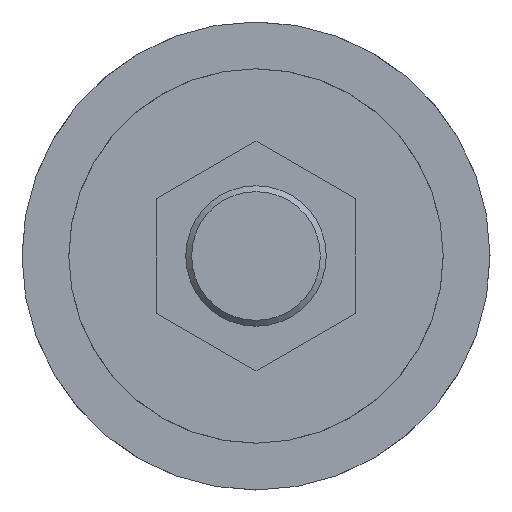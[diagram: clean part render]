
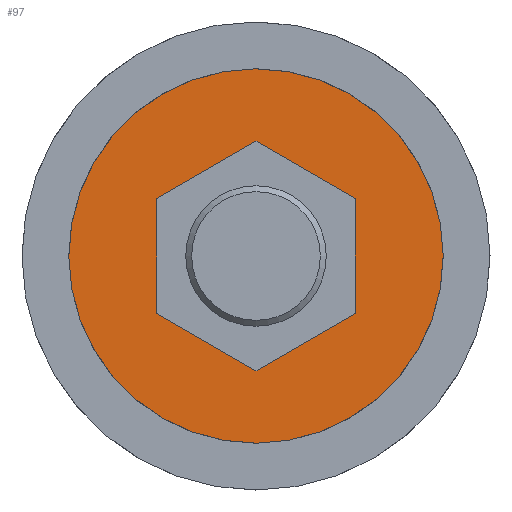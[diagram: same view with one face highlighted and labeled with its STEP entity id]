
A CAD part, left-side view. The second image highlights one B-rep face of the part: STEP entity #97.
In plain terms, the highlighted planar face has unit normal (-1, 0, 0).
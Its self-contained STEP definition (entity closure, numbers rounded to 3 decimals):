
#25 = AXIS2_PLACEMENT_3D ( 'NONE', #294, #75, #255 ) ;
#61 = AXIS2_PLACEMENT_3D ( 'NONE', #257, #102, #136 ) ;
#75 = DIRECTION ( 'NONE',  ( -1., 0., 0. ) ) ;
#97 = ADVANCED_FACE ( 'NONE', ( #105, #156 ), #535, .T. ) ;
#102 = DIRECTION ( 'NONE',  ( -1., 0., 0. ) ) ;
#105 = FACE_OUTER_BOUND ( 'NONE', #144, .T. ) ;
#136 = DIRECTION ( 'NONE',  ( 0., 0., 1. ) ) ;
#144 = EDGE_LOOP ( 'NONE', ( #184 ) ) ;
#152 = CARTESIAN_POINT ( 'NONE',  ( -44.901, -15.249, 7.5 ) ) ;
#156 = FACE_BOUND ( 'NONE', #478, .T. ) ;
#184 = ORIENTED_EDGE ( 'NONE', *, *, #251, .T. ) ;
#196 = CARTESIAN_POINT ( 'NONE',  ( -44.901, -15.249, 16. ) ) ;
#238 = DIRECTION ( 'NONE',  ( -1., 0., 0. ) ) ;
#251 = EDGE_CURVE ( 'NONE', #320, #320, #264, .T. ) ;
#255 = DIRECTION ( 'NONE',  ( 0., 0., 1. ) ) ;
#257 = CARTESIAN_POINT ( 'NONE',  ( -44.901, -15.249, 0. ) ) ;
#264 = CIRCLE ( 'NONE', #25, 16. ) ;
#294 = CARTESIAN_POINT ( 'NONE',  ( -44.901, -15.249, 0. ) ) ;
#320 = VERTEX_POINT ( 'NONE', #196 ) ;
#355 = VERTEX_POINT ( 'NONE', #152 ) ;
#361 = CIRCLE ( 'NONE', #61, 7.5 ) ;
#385 = ORIENTED_EDGE ( 'NONE', *, *, #452, .F. ) ;
#452 = EDGE_CURVE ( 'NONE', #355, #355, #361, .T. ) ;
#478 = EDGE_LOOP ( 'NONE', ( #385 ) ) ;
#531 = CARTESIAN_POINT ( 'NONE',  ( -44.901, -15.249, 0. ) ) ;
#535 = PLANE ( 'NONE',  #542 ) ;
#539 = DIRECTION ( 'NONE',  ( 0., 0., 1. ) ) ;
#542 = AXIS2_PLACEMENT_3D ( 'NONE', #531, #238, #539 ) ;
